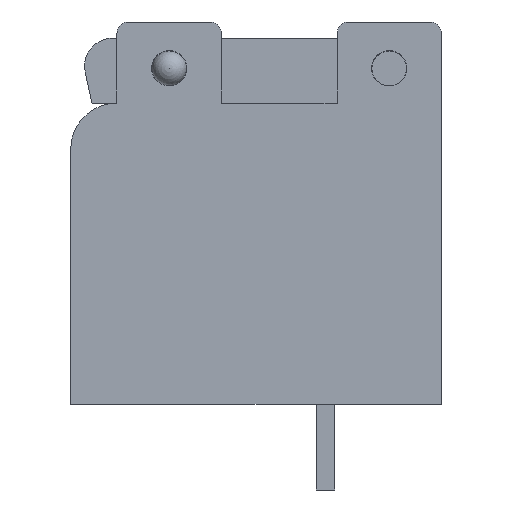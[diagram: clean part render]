
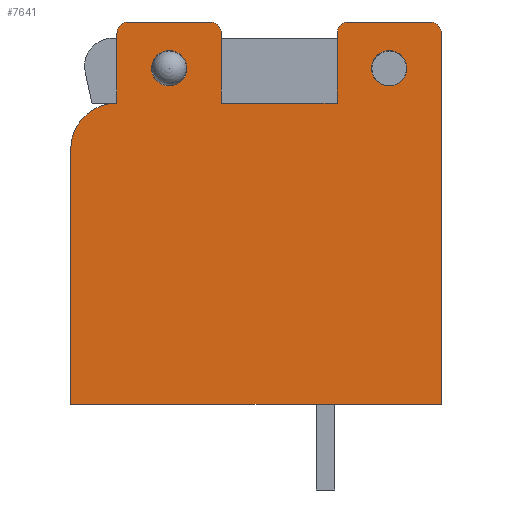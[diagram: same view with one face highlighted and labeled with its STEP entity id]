
A CAD part, left-side view. The second image highlights one B-rep face of the part: STEP entity #7641.
In plain terms, the highlighted planar face has unit normal (-1, 0, 0).
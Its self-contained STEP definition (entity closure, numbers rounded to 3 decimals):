
#124=FACE_BOUND('',#1206,.T.);
#125=FACE_BOUND('',#1207,.T.);
#423=CIRCLE('',#8338,0.5);
#424=CIRCLE('',#8339,0.5);
#425=CIRCLE('',#8340,0.5);
#426=CIRCLE('',#8341,0.5);
#427=CIRCLE('',#8342,2.);
#428=CIRCLE('',#8343,0.76);
#429=CIRCLE('',#8344,0.76);
#748=FACE_OUTER_BOUND('',#1205,.T.);
#1205=EDGE_LOOP('',(#6219,#6220,#6221,#6222,#6223,#6224,#6225,#6226,#6227,
#6228,#6229,#6230,#6231,#6232));
#1206=EDGE_LOOP('',(#6233));
#1207=EDGE_LOOP('',(#6234));
#1821=LINE('',#12259,#2654);
#1881=LINE('',#12380,#2714);
#1899=LINE('',#12415,#2732);
#1900=LINE('',#12419,#2733);
#1901=LINE('',#12423,#2734);
#1902=LINE('',#12425,#2735);
#1903=LINE('',#12427,#2736);
#1904=LINE('',#12431,#2737);
#1905=LINE('',#12435,#2738);
#2654=VECTOR('',#9978,1.);
#2714=VECTOR('',#10042,1.);
#2732=VECTOR('',#10062,1.);
#2733=VECTOR('',#10065,1.);
#2734=VECTOR('',#10068,1.);
#2735=VECTOR('',#10069,1.);
#2736=VECTOR('',#10070,1.);
#2737=VECTOR('',#10073,1.);
#2738=VECTOR('',#10076,1.);
#3458=VERTEX_POINT('',#12256);
#3459=VERTEX_POINT('',#12258);
#3517=VERTEX_POINT('',#12377);
#3518=VERTEX_POINT('',#12379);
#3535=VERTEX_POINT('',#12416);
#3536=VERTEX_POINT('',#12418);
#3537=VERTEX_POINT('',#12420);
#3538=VERTEX_POINT('',#12422);
#3539=VERTEX_POINT('',#12424);
#3540=VERTEX_POINT('',#12426);
#3541=VERTEX_POINT('',#12428);
#3542=VERTEX_POINT('',#12430);
#3543=VERTEX_POINT('',#12432);
#3544=VERTEX_POINT('',#12434);
#3545=VERTEX_POINT('',#12437);
#3546=VERTEX_POINT('',#12439);
#4402=EDGE_CURVE('',#3459,#3458,#1821,.T.);
#4462=EDGE_CURVE('',#3518,#3517,#1881,.T.);
#4480=EDGE_CURVE('',#3517,#3459,#1899,.T.);
#4481=EDGE_CURVE('',#3535,#3458,#423,.T.);
#4482=EDGE_CURVE('',#3535,#3536,#1900,.T.);
#4483=EDGE_CURVE('',#3537,#3536,#424,.T.);
#4484=EDGE_CURVE('',#3537,#3538,#1901,.T.);
#4485=EDGE_CURVE('',#3538,#3539,#1902,.T.);
#4486=EDGE_CURVE('',#3539,#3540,#1903,.T.);
#4487=EDGE_CURVE('',#3541,#3540,#425,.T.);
#4488=EDGE_CURVE('',#3541,#3542,#1904,.T.);
#4489=EDGE_CURVE('',#3543,#3542,#426,.T.);
#4490=EDGE_CURVE('',#3543,#3544,#1905,.T.);
#4491=EDGE_CURVE('',#3518,#3544,#427,.T.);
#4492=EDGE_CURVE('',#3545,#3545,#428,.T.);
#4493=EDGE_CURVE('',#3546,#3546,#429,.T.);
#6219=ORIENTED_EDGE('',*,*,#4462,.T.);
#6220=ORIENTED_EDGE('',*,*,#4480,.T.);
#6221=ORIENTED_EDGE('',*,*,#4402,.T.);
#6222=ORIENTED_EDGE('',*,*,#4481,.F.);
#6223=ORIENTED_EDGE('',*,*,#4482,.T.);
#6224=ORIENTED_EDGE('',*,*,#4483,.F.);
#6225=ORIENTED_EDGE('',*,*,#4484,.T.);
#6226=ORIENTED_EDGE('',*,*,#4485,.T.);
#6227=ORIENTED_EDGE('',*,*,#4486,.T.);
#6228=ORIENTED_EDGE('',*,*,#4487,.F.);
#6229=ORIENTED_EDGE('',*,*,#4488,.T.);
#6230=ORIENTED_EDGE('',*,*,#4489,.F.);
#6231=ORIENTED_EDGE('',*,*,#4490,.T.);
#6232=ORIENTED_EDGE('',*,*,#4491,.F.);
#6233=ORIENTED_EDGE('',*,*,#4492,.T.);
#6234=ORIENTED_EDGE('',*,*,#4493,.T.);
#7221=PLANE('',#8337);
#7641=ADVANCED_FACE('',(#748,#124,#125),#7221,.T.);
#8337=AXIS2_PLACEMENT_3D('',#12414,#10060,#10061);
#8338=AXIS2_PLACEMENT_3D('',#12417,#10063,#10064);
#8339=AXIS2_PLACEMENT_3D('',#12421,#10066,#10067);
#8340=AXIS2_PLACEMENT_3D('',#12429,#10071,#10072);
#8341=AXIS2_PLACEMENT_3D('',#12433,#10074,#10075);
#8342=AXIS2_PLACEMENT_3D('',#12436,#10077,#10078);
#8343=AXIS2_PLACEMENT_3D('',#12438,#10079,#10080);
#8344=AXIS2_PLACEMENT_3D('',#12440,#10081,#10082);
#9978=DIRECTION('',(0.,0.,1.));
#10042=DIRECTION('',(0.,0.,-1.));
#10060=DIRECTION('center_axis',(-1.,0.,0.));
#10061=DIRECTION('ref_axis',(0.,-1.,0.));
#10062=DIRECTION('',(0.,-1.,0.));
#10063=DIRECTION('center_axis',(1.,0.,0.));
#10064=DIRECTION('ref_axis',(0.,1.,0.));
#10065=DIRECTION('',(0.,1.,0.));
#10066=DIRECTION('center_axis',(1.,0.,0.));
#10067=DIRECTION('ref_axis',(0.,1.,0.));
#10068=DIRECTION('',(0.,0.,-1.));
#10069=DIRECTION('',(0.,1.,0.));
#10070=DIRECTION('',(0.,0.,1.));
#10071=DIRECTION('center_axis',(1.,0.,0.));
#10072=DIRECTION('ref_axis',(0.,1.,0.));
#10073=DIRECTION('',(0.,1.,0.));
#10074=DIRECTION('center_axis',(1.,0.,0.));
#10075=DIRECTION('ref_axis',(0.,1.,0.));
#10076=DIRECTION('',(0.,0.,-1.));
#10077=DIRECTION('center_axis',(1.,0.,0.));
#10078=DIRECTION('ref_axis',(0.,1.,0.));
#10079=DIRECTION('center_axis',(1.,0.,0.));
#10080=DIRECTION('ref_axis',(0.,1.,0.));
#10081=DIRECTION('center_axis',(1.,0.,0.));
#10082=DIRECTION('ref_axis',(0.,1.,0.));
#12256=CARTESIAN_POINT('',(0.,-16.,16.));
#12258=CARTESIAN_POINT('',(0.,-16.,0.));
#12259=CARTESIAN_POINT('',(0.,-16.,0.));
#12377=CARTESIAN_POINT('',(0.,0.,0.));
#12379=CARTESIAN_POINT('',(0.,0.,11.));
#12380=CARTESIAN_POINT('',(0.,0.,11.));
#12414=CARTESIAN_POINT('Origin',(0.,-8.294,8.377));
#12415=CARTESIAN_POINT('',(0.,0.,0.));
#12416=CARTESIAN_POINT('',(0.,-15.5,16.5));
#12417=CARTESIAN_POINT('Origin',(0.,-15.5,16.));
#12418=CARTESIAN_POINT('',(0.,-12.,16.5));
#12419=CARTESIAN_POINT('',(0.,-15.5,16.5));
#12420=CARTESIAN_POINT('',(0.,-11.5,16.));
#12421=CARTESIAN_POINT('Origin',(0.,-12.,16.));
#12422=CARTESIAN_POINT('',(0.,-11.5,13.));
#12423=CARTESIAN_POINT('',(0.,-11.5,16.));
#12424=CARTESIAN_POINT('',(0.,-6.5,13.));
#12425=CARTESIAN_POINT('',(0.,-11.5,13.));
#12426=CARTESIAN_POINT('',(0.,-6.5,16.));
#12427=CARTESIAN_POINT('',(0.,-6.5,13.));
#12428=CARTESIAN_POINT('',(0.,-6.,16.5));
#12429=CARTESIAN_POINT('Origin',(0.,-6.,16.));
#12430=CARTESIAN_POINT('',(0.,-2.5,16.5));
#12431=CARTESIAN_POINT('',(0.,-6.,16.5));
#12432=CARTESIAN_POINT('',(0.,-2.,16.));
#12433=CARTESIAN_POINT('Origin',(0.,-2.5,16.));
#12434=CARTESIAN_POINT('',(0.,-2.,13.));
#12435=CARTESIAN_POINT('',(0.,-2.,16.));
#12436=CARTESIAN_POINT('Origin',(0.,-2.,11.));
#12437=CARTESIAN_POINT('',(0.,-5.01,14.5));
#12438=CARTESIAN_POINT('Origin',(0.,-4.25,14.5));
#12439=CARTESIAN_POINT('',(0.,-14.51,14.5));
#12440=CARTESIAN_POINT('Origin',(0.,-13.75,14.5));
